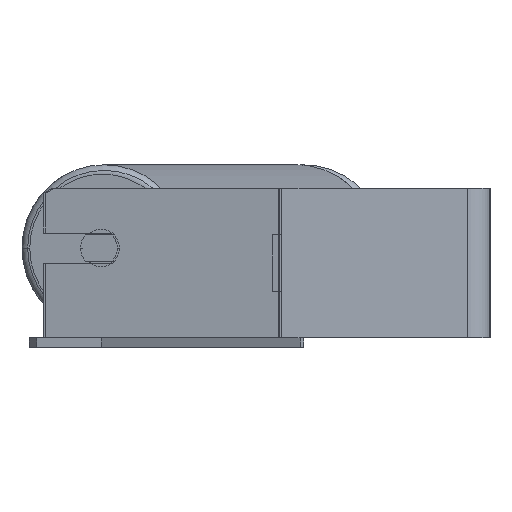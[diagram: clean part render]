
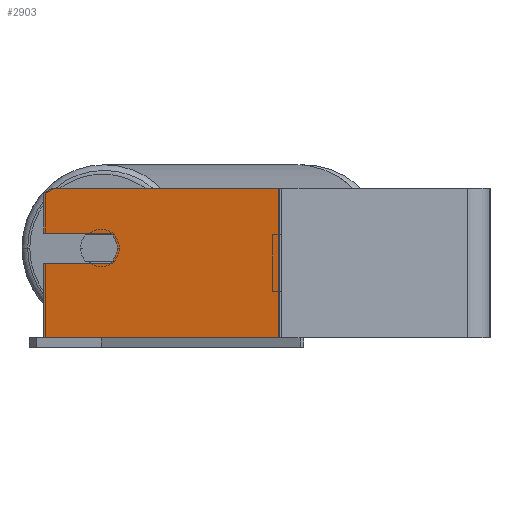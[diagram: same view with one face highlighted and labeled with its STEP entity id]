
A CAD part, left-side view. The second image highlights one B-rep face of the part: STEP entity #2903.
In plain terms, the highlighted planar face has unit normal (-0.985, 0.174, 0).
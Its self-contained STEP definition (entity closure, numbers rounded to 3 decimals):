
#59 = CARTESIAN_POINT ( 'NONE',  ( -932.732, 238.516, 16. ) ) ;
#76 = LINE ( 'NONE', #3719, #1536 ) ;
#97 = CARTESIAN_POINT ( 'NONE',  ( -932.732, 238.516, -40. ) ) ;
#176 = AXIS2_PLACEMENT_3D ( 'NONE', #6067, #8307, #4638 ) ;
#238 = ORIENTED_EDGE ( 'NONE', *, *, #4026, .F. ) ;
#513 = DIRECTION ( 'NONE',  ( -0.985, 0.174, 0. ) ) ;
#576 = CARTESIAN_POINT ( 'NONE',  ( -932.732, 238.516, 37.113 ) ) ;
#611 = AXIS2_PLACEMENT_3D ( 'NONE', #1043, #513, #5534 ) ;
#668 = ORIENTED_EDGE ( 'NONE', *, *, #725, .F. ) ;
#725 = EDGE_CURVE ( 'NONE', #971, #7961, #4165, .T. ) ;
#824 = EDGE_CURVE ( 'NONE', #3205, #9379, #1280, .T. ) ;
#916 = CARTESIAN_POINT ( 'NONE',  ( -939.678, 199.124, 8. ) ) ;
#971 = VERTEX_POINT ( 'NONE', #4411 ) ;
#993 = EDGE_CURVE ( 'NONE', #4815, #2253, #8811, .T. ) ;
#1043 = CARTESIAN_POINT ( 'NONE',  ( -937.942, 208.972, 8. ) ) ;
#1135 = ORIENTED_EDGE ( 'NONE', *, *, #8746, .T. ) ;
#1280 = LINE ( 'NONE', #576, #4535 ) ;
#1299 = ORIENTED_EDGE ( 'NONE', *, *, #3516, .F. ) ;
#1383 = AXIS2_PLACEMENT_3D ( 'NONE', #5607, #7709, #2044 ) ;
#1384 = DIRECTION ( 'NONE',  ( 0., 0., -1. ) ) ;
#1475 = VECTOR ( 'NONE', #2997, 1000. ) ;
#1536 = VECTOR ( 'NONE', #7235, 1000. ) ;
#1611 = LINE ( 'NONE', #97, #1475 ) ;
#2044 = DIRECTION ( 'NONE',  ( 0.174, 0.985, 0. ) ) ;
#2086 = DIRECTION ( 'NONE',  ( 0.15, 0.853, -0.5 ) ) ;
#2253 = VERTEX_POINT ( 'NONE', #8148 ) ;
#2415 = CARTESIAN_POINT ( 'NONE',  ( -954.818, 113.264, -40. ) ) ;
#2646 = EDGE_LOOP ( 'NONE', ( #7771, #7634, #1135, #238, #3777, #7613, #1299, #7447, #3456, #668 ) ) ;
#2903 = ADVANCED_FACE ( 'NONE', ( #4889 ), #4791, .F. ) ;
#2949 = CARTESIAN_POINT ( 'NONE',  ( -932.732, 238.516, 40. ) ) ;
#2961 = CARTESIAN_POINT ( 'NONE',  ( -932.732, 238.516, 37.113 ) ) ;
#2997 = DIRECTION ( 'NONE',  ( -0.174, -0.985, 0. ) ) ;
#3182 = CARTESIAN_POINT ( 'NONE',  ( -938.984, 203.063, 16. ) ) ;
#3205 = VERTEX_POINT ( 'NONE', #6308 ) ;
#3456 = ORIENTED_EDGE ( 'NONE', *, *, #5372, .T. ) ;
#3516 = EDGE_CURVE ( 'NONE', #4565, #7119, #8031, .T. ) ;
#3543 = VECTOR ( 'NONE', #8645, 1000. ) ;
#3719 = CARTESIAN_POINT ( 'NONE',  ( -932.732, 238.516, 40. ) ) ;
#3777 = ORIENTED_EDGE ( 'NONE', *, *, #993, .F. ) ;
#3778 = VECTOR ( 'NONE', #6487, 1000. ) ;
#4026 = EDGE_CURVE ( 'NONE', #2253, #6458, #8829, .T. ) ;
#4042 = VECTOR ( 'NONE', #8963, 1000. ) ;
#4165 = LINE ( 'NONE', #7068, #3778 ) ;
#4186 = VECTOR ( 'NONE', #1384, 1000. ) ;
#4217 = CARTESIAN_POINT ( 'NONE',  ( -938.984, 203.063, 0. ) ) ;
#4411 = CARTESIAN_POINT ( 'NONE',  ( -954.818, 113.264, 40. ) ) ;
#4535 = VECTOR ( 'NONE', #2086, 1000. ) ;
#4565 = VERTEX_POINT ( 'NONE', #8378 ) ;
#4638 = DIRECTION ( 'NONE',  ( -0.174, -0.985, 0. ) ) ;
#4791 = PLANE ( 'NONE',  #1383 ) ;
#4815 = VERTEX_POINT ( 'NONE', #916 ) ;
#4889 = FACE_OUTER_BOUND ( 'NONE', #2646, .T. ) ;
#4952 = CARTESIAN_POINT ( 'NONE',  ( -938.984, 203.063, 0. ) ) ;
#5239 = EDGE_CURVE ( 'NONE', #4565, #8163, #7939, .T. ) ;
#5314 = DIRECTION ( 'NONE',  ( -0.174, -0.985, 0. ) ) ;
#5351 = CARTESIAN_POINT ( 'NONE',  ( -932.732, 238.516, -40. ) ) ;
#5352 = EDGE_CURVE ( 'NONE', #3205, #971, #7265, .T. ) ;
#5372 = EDGE_CURVE ( 'NONE', #8163, #7961, #1611, .T. ) ;
#5534 = DIRECTION ( 'NONE',  ( -0.174, -0.985, 0. ) ) ;
#5607 = CARTESIAN_POINT ( 'NONE',  ( -932.732, 238.516, 40. ) ) ;
#6067 = CARTESIAN_POINT ( 'NONE',  ( -937.942, 208.972, 8. ) ) ;
#6308 = CARTESIAN_POINT ( 'NONE',  ( -933.601, 233.592, 40. ) ) ;
#6458 = VERTEX_POINT ( 'NONE', #59 ) ;
#6487 = DIRECTION ( 'NONE',  ( 0., 0., -1. ) ) ;
#7068 = CARTESIAN_POINT ( 'NONE',  ( -954.818, 113.264, 40. ) ) ;
#7119 = VERTEX_POINT ( 'NONE', #4952 ) ;
#7235 = DIRECTION ( 'NONE',  ( 0., 0., -1. ) ) ;
#7265 = LINE ( 'NONE', #2949, #7993 ) ;
#7447 = ORIENTED_EDGE ( 'NONE', *, *, #5239, .T. ) ;
#7613 = ORIENTED_EDGE ( 'NONE', *, *, #8105, .F. ) ;
#7634 = ORIENTED_EDGE ( 'NONE', *, *, #824, .T. ) ;
#7709 = DIRECTION ( 'NONE',  ( 0.985, -0.174, 0. ) ) ;
#7737 = CIRCLE ( 'NONE', #611, 10. ) ;
#7771 = ORIENTED_EDGE ( 'NONE', *, *, #5352, .F. ) ;
#7890 = CARTESIAN_POINT ( 'NONE',  ( -932.732, 238.516, 40. ) ) ;
#7939 = LINE ( 'NONE', #7890, #4186 ) ;
#7961 = VERTEX_POINT ( 'NONE', #2415 ) ;
#7993 = VECTOR ( 'NONE', #5314, 1000. ) ;
#8031 = LINE ( 'NONE', #4217, #3543 ) ;
#8105 = EDGE_CURVE ( 'NONE', #7119, #4815, #7737, .T. ) ;
#8148 = CARTESIAN_POINT ( 'NONE',  ( -938.984, 203.063, 16. ) ) ;
#8163 = VERTEX_POINT ( 'NONE', #5351 ) ;
#8307 = DIRECTION ( 'NONE',  ( -0.985, 0.174, 0. ) ) ;
#8378 = CARTESIAN_POINT ( 'NONE',  ( -932.732, 238.516, 0. ) ) ;
#8645 = DIRECTION ( 'NONE',  ( -0.174, -0.985, 0. ) ) ;
#8746 = EDGE_CURVE ( 'NONE', #9379, #6458, #76, .T. ) ;
#8811 = CIRCLE ( 'NONE', #176, 10. ) ;
#8829 = LINE ( 'NONE', #3182, #4042 ) ;
#8963 = DIRECTION ( 'NONE',  ( 0.174, 0.985, 0. ) ) ;
#9379 = VERTEX_POINT ( 'NONE', #2961 ) ;
